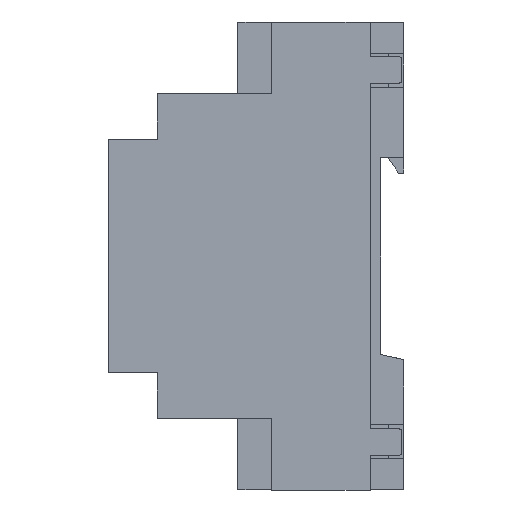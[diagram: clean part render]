
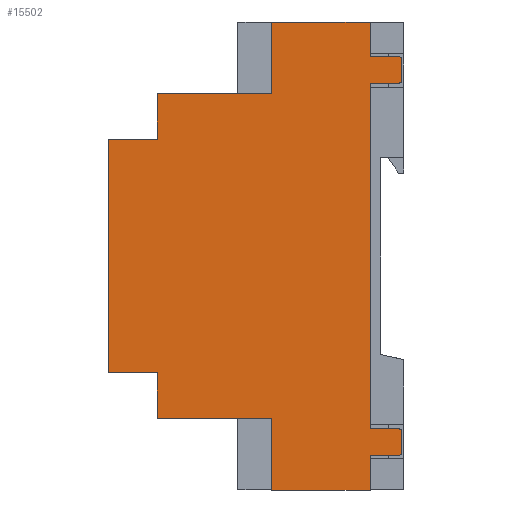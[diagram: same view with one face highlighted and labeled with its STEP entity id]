
A CAD part, left-side view. The second image highlights one B-rep face of the part: STEP entity #15502.
In plain terms, the highlighted face is planar.
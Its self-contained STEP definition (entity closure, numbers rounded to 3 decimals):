
#592=PLANE('',#16732);
#1359=FACE_OUTER_BOUND('',#2217,.T.);
#2217=EDGE_LOOP('',(#13909,#13910,#13911,#13912,#13913,#13914,#13915,#13916,
#13917,#13918,#13919,#13920,#13921,#13922,#13923,#13924,#13925,#13926,#13927,
#13928));
#3916=LINE('',#24812,#5810);
#3921=LINE('',#24822,#5815);
#3942=LINE('',#24864,#5836);
#3945=LINE('',#24869,#5839);
#3946=LINE('',#24870,#5840);
#3947=LINE('',#24872,#5841);
#3948=LINE('',#24874,#5842);
#3949=LINE('',#24876,#5843);
#3950=LINE('',#24878,#5844);
#3951=LINE('',#24880,#5845);
#3952=LINE('',#24882,#5846);
#3953=LINE('',#24884,#5847);
#3954=LINE('',#24885,#5848);
#3955=LINE('',#24887,#5849);
#3956=LINE('',#24889,#5850);
#3957=LINE('',#24891,#5851);
#3958=LINE('',#24893,#5852);
#3959=LINE('',#24895,#5853);
#3960=LINE('',#24897,#5854);
#3961=LINE('',#24898,#5855);
#5810=VECTOR('',#20365,1000.);
#5815=VECTOR('',#20372,1000.);
#5836=VECTOR('',#20399,1000.);
#5839=VECTOR('',#20404,1000.);
#5840=VECTOR('',#20405,1000.);
#5841=VECTOR('',#20406,1000.);
#5842=VECTOR('',#20407,1000.);
#5843=VECTOR('',#20408,1000.);
#5844=VECTOR('',#20409,1000.);
#5845=VECTOR('',#20410,1000.);
#5846=VECTOR('',#20411,1000.);
#5847=VECTOR('',#20412,1000.);
#5848=VECTOR('',#20413,1000.);
#5849=VECTOR('',#20414,1000.);
#5850=VECTOR('',#20415,1000.);
#5851=VECTOR('',#20416,1000.);
#5852=VECTOR('',#20417,1000.);
#5853=VECTOR('',#20418,1000.);
#5854=VECTOR('',#20419,1000.);
#5855=VECTOR('',#20420,1000.);
#7768=VERTEX_POINT('',#24809);
#7769=VERTEX_POINT('',#24811);
#7770=VERTEX_POINT('',#24815);
#7773=VERTEX_POINT('',#24820);
#7790=VERTEX_POINT('',#24862);
#7791=VERTEX_POINT('',#24863);
#7792=VERTEX_POINT('',#24868);
#7793=VERTEX_POINT('',#24871);
#7794=VERTEX_POINT('',#24873);
#7795=VERTEX_POINT('',#24875);
#7796=VERTEX_POINT('',#24877);
#7797=VERTEX_POINT('',#24879);
#7798=VERTEX_POINT('',#24881);
#7799=VERTEX_POINT('',#24883);
#7800=VERTEX_POINT('',#24886);
#7801=VERTEX_POINT('',#24888);
#7802=VERTEX_POINT('',#24890);
#7803=VERTEX_POINT('',#24892);
#7804=VERTEX_POINT('',#24894);
#7805=VERTEX_POINT('',#24896);
#9862=EDGE_CURVE('',#7768,#7769,#3916,.T.);
#9867=EDGE_CURVE('',#7770,#7773,#3921,.T.);
#9888=EDGE_CURVE('',#7790,#7791,#3942,.T.);
#9891=EDGE_CURVE('',#7792,#7770,#3945,.T.);
#9892=EDGE_CURVE('',#7769,#7773,#3946,.T.);
#9893=EDGE_CURVE('',#7768,#7793,#3947,.T.);
#9894=EDGE_CURVE('',#7793,#7794,#3948,.T.);
#9895=EDGE_CURVE('',#7795,#7794,#3949,.T.);
#9896=EDGE_CURVE('',#7795,#7796,#3950,.T.);
#9897=EDGE_CURVE('',#7796,#7797,#3951,.T.);
#9898=EDGE_CURVE('',#7798,#7797,#3952,.T.);
#9899=EDGE_CURVE('',#7799,#7798,#3953,.T.);
#9900=EDGE_CURVE('',#7790,#7799,#3954,.T.);
#9901=EDGE_CURVE('',#7791,#7800,#3955,.T.);
#9902=EDGE_CURVE('',#7800,#7801,#3956,.T.);
#9903=EDGE_CURVE('',#7801,#7802,#3957,.T.);
#9904=EDGE_CURVE('',#7802,#7803,#3958,.T.);
#9905=EDGE_CURVE('',#7803,#7804,#3959,.T.);
#9906=EDGE_CURVE('',#7805,#7804,#3960,.T.);
#9907=EDGE_CURVE('',#7805,#7792,#3961,.T.);
#13909=ORIENTED_EDGE('',*,*,#9891,.T.);
#13910=ORIENTED_EDGE('',*,*,#9867,.T.);
#13911=ORIENTED_EDGE('',*,*,#9892,.F.);
#13912=ORIENTED_EDGE('',*,*,#9862,.F.);
#13913=ORIENTED_EDGE('',*,*,#9893,.T.);
#13914=ORIENTED_EDGE('',*,*,#9894,.T.);
#13915=ORIENTED_EDGE('',*,*,#9895,.F.);
#13916=ORIENTED_EDGE('',*,*,#9896,.T.);
#13917=ORIENTED_EDGE('',*,*,#9897,.T.);
#13918=ORIENTED_EDGE('',*,*,#9898,.F.);
#13919=ORIENTED_EDGE('',*,*,#9899,.F.);
#13920=ORIENTED_EDGE('',*,*,#9900,.F.);
#13921=ORIENTED_EDGE('',*,*,#9888,.T.);
#13922=ORIENTED_EDGE('',*,*,#9901,.T.);
#13923=ORIENTED_EDGE('',*,*,#9902,.T.);
#13924=ORIENTED_EDGE('',*,*,#9903,.T.);
#13925=ORIENTED_EDGE('',*,*,#9904,.T.);
#13926=ORIENTED_EDGE('',*,*,#9905,.T.);
#13927=ORIENTED_EDGE('',*,*,#9906,.F.);
#13928=ORIENTED_EDGE('',*,*,#9907,.T.);
#15502=ADVANCED_FACE('',(#1359),#592,.T.);
#16732=AXIS2_PLACEMENT_3D('',#24867,#20402,#20403);
#20365=DIRECTION('',(0.,1.,0.));
#20372=DIRECTION('',(0.,1.,0.));
#20399=DIRECTION('',(1.,0.,0.));
#20402=DIRECTION('center_axis',(0.,0.,1.));
#20403=DIRECTION('ref_axis',(1.,0.,0.));
#20404=DIRECTION('',(-1.,0.,0.));
#20405=DIRECTION('',(1.,0.,0.));
#20406=DIRECTION('',(-1.,0.,0.));
#20407=DIRECTION('',(0.,-1.,0.));
#20408=DIRECTION('',(1.,0.,0.));
#20409=DIRECTION('',(0.,-1.,0.));
#20410=DIRECTION('',(1.,0.,0.));
#20411=DIRECTION('',(-0.017,1.,0.));
#20412=DIRECTION('',(-1.,0.,0.));
#20413=DIRECTION('',(-0.017,-1.,0.));
#20414=DIRECTION('',(0.017,-1.,0.));
#20415=DIRECTION('',(1.,0.,0.));
#20416=DIRECTION('',(0.017,1.,0.));
#20417=DIRECTION('',(1.,0.,0.));
#20418=DIRECTION('',(0.,1.,0.));
#20419=DIRECTION('',(1.,0.,0.));
#20420=DIRECTION('',(0.,1.,0.));
#24809=CARTESIAN_POINT('',(32.5,48.197,0.));
#24811=CARTESIAN_POINT('',(32.5,57.697,0.));
#24812=CARTESIAN_POINT('',(32.5,47.197,0.));
#24815=CARTESIAN_POINT('',(77.5,48.197,0.));
#24820=CARTESIAN_POINT('',(77.5,57.697,0.));
#24822=CARTESIAN_POINT('',(77.5,47.197,0.));
#24862=CARTESIAN_POINT('',(21.755,7.197,0.));
#24863=CARTESIAN_POINT('',(88.245,7.197,0.));
#24864=CARTESIAN_POINT('',(10.2,7.197,0.));
#24867=CARTESIAN_POINT('Origin',(55.7,22.819,0.));
#24868=CARTESIAN_POINT('',(86.3,48.197,0.));
#24869=CARTESIAN_POINT('',(86.3,48.197,0.));
#24870=CARTESIAN_POINT('',(55.,57.697,0.));
#24871=CARTESIAN_POINT('',(23.7,48.197,0.));
#24872=CARTESIAN_POINT('',(23.7,48.197,0.));
#24873=CARTESIAN_POINT('',(23.7,26.197,0.));
#24874=CARTESIAN_POINT('',(23.7,48.197,0.));
#24875=CARTESIAN_POINT('',(9.9,26.197,0.));
#24876=CARTESIAN_POINT('',(9.9,26.197,0.));
#24877=CARTESIAN_POINT('',(9.9,7.197,0.));
#24878=CARTESIAN_POINT('',(9.9,23.819,0.));
#24879=CARTESIAN_POINT('',(16.545,7.197,0.));
#24880=CARTESIAN_POINT('',(9.9,7.197,0.));
#24881=CARTESIAN_POINT('',(16.65,1.197,0.));
#24882=CARTESIAN_POINT('',(16.65,1.197,0.));
#24883=CARTESIAN_POINT('',(21.65,1.197,0.));
#24884=CARTESIAN_POINT('',(19.15,1.197,0.));
#24885=CARTESIAN_POINT('',(21.65,1.197,0.));
#24886=CARTESIAN_POINT('',(88.35,1.197,0.));
#24887=CARTESIAN_POINT('',(88.35,1.197,0.));
#24888=CARTESIAN_POINT('',(93.35,1.197,0.));
#24889=CARTESIAN_POINT('',(90.85,1.197,0.));
#24890=CARTESIAN_POINT('',(93.455,7.197,0.));
#24891=CARTESIAN_POINT('',(93.35,1.197,0.));
#24892=CARTESIAN_POINT('',(100.1,7.197,0.));
#24893=CARTESIAN_POINT('',(9.1,7.197,0.));
#24894=CARTESIAN_POINT('',(100.1,26.197,0.));
#24895=CARTESIAN_POINT('',(100.1,23.819,0.));
#24896=CARTESIAN_POINT('',(86.3,26.197,0.));
#24897=CARTESIAN_POINT('',(85.3,26.197,0.));
#24898=CARTESIAN_POINT('',(86.3,48.197,0.));
